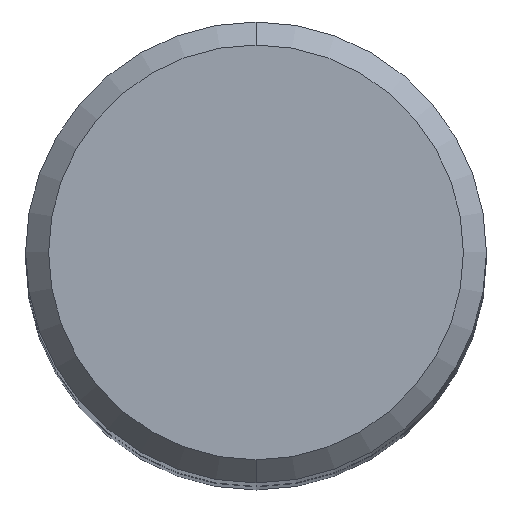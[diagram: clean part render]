
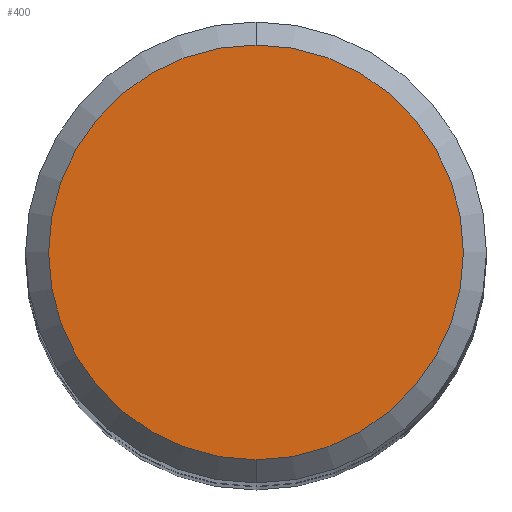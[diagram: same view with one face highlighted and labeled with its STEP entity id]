
A CAD part, top view. The second image highlights one B-rep face of the part: STEP entity #400.
In plain terms, the highlighted planar face has unit normal (0, 0, 1).
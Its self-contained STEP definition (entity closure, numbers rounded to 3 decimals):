
#222=EDGE_CURVE('',#412,#370,#589,.T.);
#370=VERTEX_POINT('',#753);
#400=ADVANCED_FACE('',(#786),#787,.T.);
#412=VERTEX_POINT('',#799);
#482=EDGE_CURVE('',#370,#412,#880,.T.);
#589=CIRCLE('',#1025,5.4);
#753=CARTESIAN_POINT('',(0.,-5.4,0.0));
#786=FACE_OUTER_BOUND('',#1379,.T.);
#787=PLANE('',#1380);
#799=CARTESIAN_POINT('',(0.0,5.4,0.0));
#880=CIRCLE('',#1533,5.4);
#1025=AXIS2_PLACEMENT_3D('',#1769,#1770,#1771);
#1379=EDGE_LOOP('',(#2008,#2009));
#1380=AXIS2_PLACEMENT_3D('',#2010,#2011,#2012);
#1533=AXIS2_PLACEMENT_3D('',#2115,#2116,#2117);
#1769=CARTESIAN_POINT('',(0.0,0.0,0.0));
#1770=DIRECTION('',(0.0,0.0,-1.0));
#1771=DIRECTION('',(0.0,1.0,0.0));
#2008=ORIENTED_EDGE('',*,*,#222,.F.);
#2009=ORIENTED_EDGE('',*,*,#482,.F.);
#2010=CARTESIAN_POINT('',(0.0,2.7,0.0));
#2011=DIRECTION('',(-0.0,0.0,1.0));
#2012=DIRECTION('',(0.0,-1.0,0.0));
#2115=CARTESIAN_POINT('',(0.0,0.0,0.0));
#2116=DIRECTION('',(0.0,0.0,-1.0));
#2117=DIRECTION('',(0.0,1.0,0.0));
